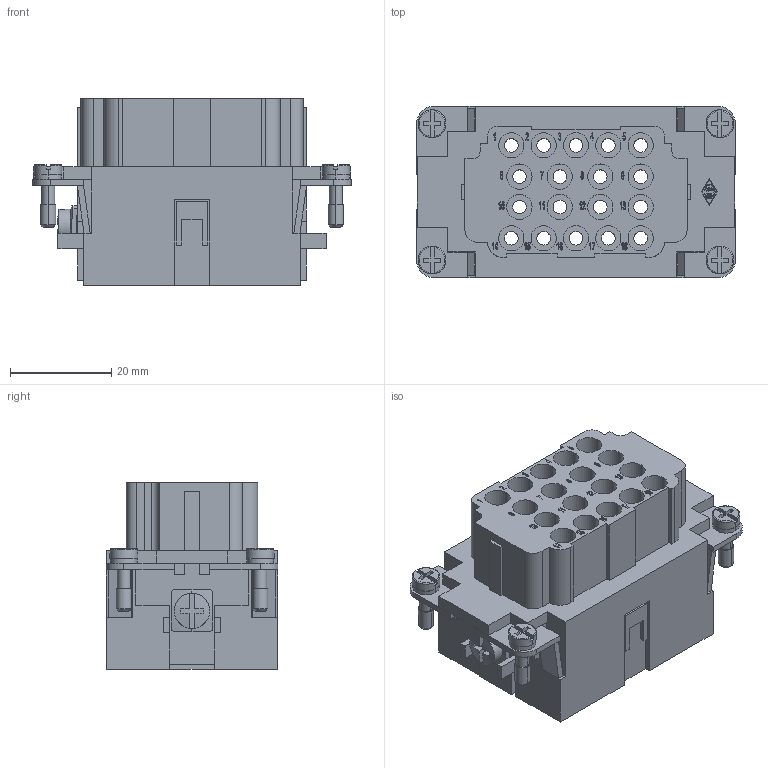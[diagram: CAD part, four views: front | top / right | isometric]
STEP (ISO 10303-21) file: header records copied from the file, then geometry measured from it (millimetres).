
FILE_DESCRIPTION((''),'2;1');
FILE_NAME('CQEF 18.stp','2006-11-28T16:46:17',('gembarski'),(''),'Autodesk Inventor 7','Autodesk Inventor 7','');
FILE_SCHEMA(('AUTOMOTIVE_DESIGN { 1 0 10303 214 1 1 1 1 }'));
Length unit declared in the file: millimetre
Products named in the file (1): CQEF 18
Bounding box: 63.1 x 34 x 37 mm (x, y, z)
Volume: 39313.4 mm3; surface area: 22561.9 mm2
Topology: 2 solids, 2 shells, 1314 faces, 3504 edges, 2327 vertices
Faces by surface type: bspline 651, plane 566, cylinder 81, torus 8, sphere 4, cone 4
Entity records: 44603 total; most frequent: CARTESIAN_POINT 14665, ORIENTED_EDGE 7012, DIRECTION 4611, EDGE_CURVE 3506, VERTEX_POINT 2327, VECTOR 2281, LINE 2281, EDGE_LOOP 1507
